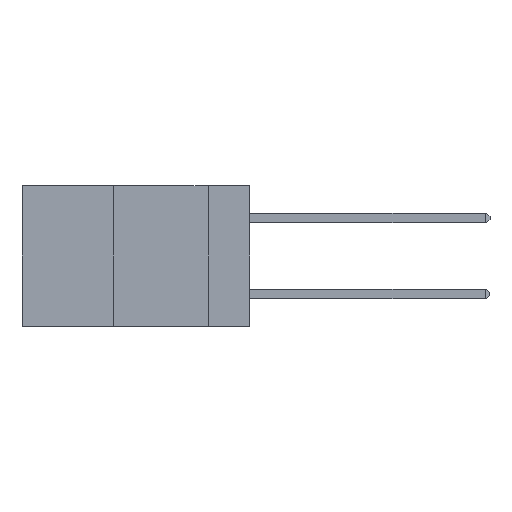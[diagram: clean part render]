
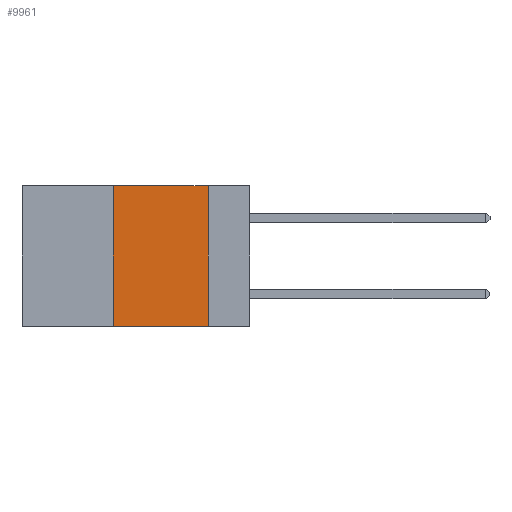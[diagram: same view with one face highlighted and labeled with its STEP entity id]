
A CAD part, left-side view. The second image highlights one B-rep face of the part: STEP entity #9961.
In plain terms, the highlighted planar face has unit normal (-1, 0, 0).
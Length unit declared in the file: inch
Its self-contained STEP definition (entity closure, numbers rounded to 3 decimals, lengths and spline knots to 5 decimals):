
#579 = VERTEX_POINT ( 'NONE', #18241 ) ;
#713 = DIRECTION ( 'NONE',  ( 1., 0., 0. ) ) ;
#844 = LINE ( 'NONE', #4088, #4770 ) ;
#2448 = EDGE_CURVE ( 'NONE', #579, #13933, #17305, .T. ) ;
#2676 = FACE_OUTER_BOUND ( 'NONE', #2902, .T. ) ;
#2861 = DIRECTION ( 'NONE',  ( 0., -1., 0. ) ) ;
#2902 = EDGE_LOOP ( 'NONE', ( #7521, #17335, #6213, #7788 ) ) ;
#3537 = CARTESIAN_POINT ( 'NONE',  ( 0., 0.6, 0. ) ) ;
#3567 = DIRECTION ( 'NONE',  ( 0., -1., 0. ) ) ;
#4088 = CARTESIAN_POINT ( 'NONE',  ( 0., 0.36, 0. ) ) ;
#4708 = CARTESIAN_POINT ( 'NONE',  ( 0., 0.36, -0.37 ) ) ;
#4770 = VECTOR ( 'NONE', #12332, 39.37008 ) ;
#5246 = LINE ( 'NONE', #14468, #9160 ) ;
#5522 = CARTESIAN_POINT ( 'NONE',  ( 0., 0.11, 0. ) ) ;
#6213 = ORIENTED_EDGE ( 'NONE', *, *, #6346, .F. ) ;
#6346 = EDGE_CURVE ( 'NONE', #8601, #579, #844, .T. ) ;
#6506 = VECTOR ( 'NONE', #17767, 39.37008 ) ;
#7521 = ORIENTED_EDGE ( 'NONE', *, *, #10822, .F. ) ;
#7788 = ORIENTED_EDGE ( 'NONE', *, *, #14164, .T. ) ;
#8246 = VERTEX_POINT ( 'NONE', #20268 ) ;
#8601 = VERTEX_POINT ( 'NONE', #4708 ) ;
#9002 = PLANE ( 'NONE',  #12838 ) ;
#9160 = VECTOR ( 'NONE', #2861, 39.37008 ) ;
#9961 = ADVANCED_FACE ( 'NONE', ( #2676 ), #9002, .F. ) ;
#10822 = EDGE_CURVE ( 'NONE', #13933, #8246, #19669, .T. ) ;
#12332 = DIRECTION ( 'NONE',  ( 0., 0., 1. ) ) ;
#12351 = DIRECTION ( 'NONE',  ( 0., 0., -1. ) ) ;
#12440 = VECTOR ( 'NONE', #3567, 39.37008 ) ;
#12838 = AXIS2_PLACEMENT_3D ( 'NONE', #20494, #713, #12351 ) ;
#13933 = VERTEX_POINT ( 'NONE', #5522 ) ;
#14164 = EDGE_CURVE ( 'NONE', #8601, #8246, #5246, .T. ) ;
#14468 = CARTESIAN_POINT ( 'NONE',  ( 0., 0.6, -0.37 ) ) ;
#16104 = CARTESIAN_POINT ( 'NONE',  ( 0., 0.11, 0. ) ) ;
#17305 = LINE ( 'NONE', #3537, #12440 ) ;
#17335 = ORIENTED_EDGE ( 'NONE', *, *, #2448, .F. ) ;
#17767 = DIRECTION ( 'NONE',  ( 0., 0., -1. ) ) ;
#18241 = CARTESIAN_POINT ( 'NONE',  ( 0., 0.36, 0. ) ) ;
#19669 = LINE ( 'NONE', #16104, #6506 ) ;
#20268 = CARTESIAN_POINT ( 'NONE',  ( 0., 0.11, -0.37 ) ) ;
#20494 = CARTESIAN_POINT ( 'NONE',  ( 0., 0.6, 0. ) ) ;
